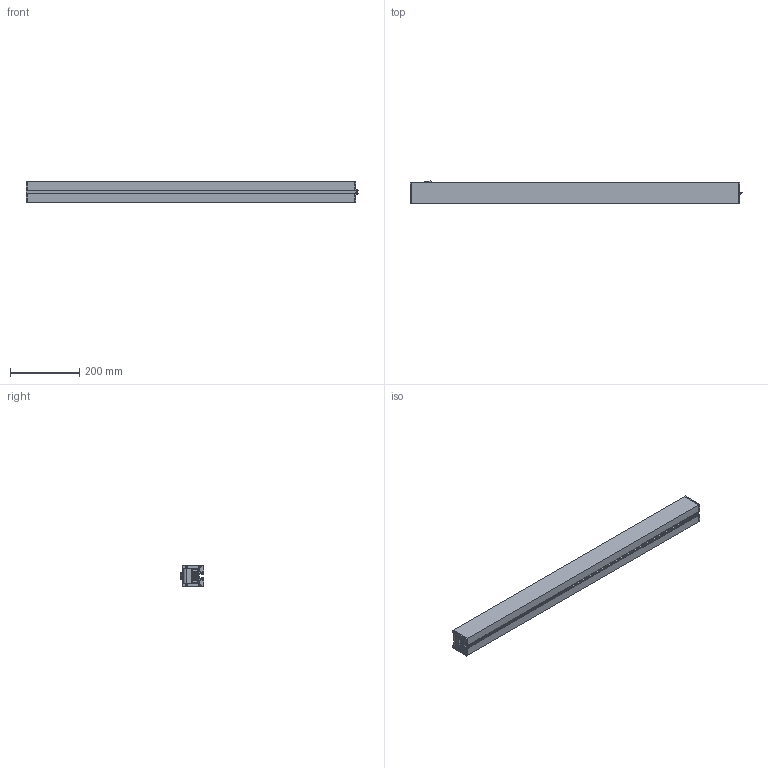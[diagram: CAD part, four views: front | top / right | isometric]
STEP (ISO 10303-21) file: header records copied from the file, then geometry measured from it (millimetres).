
FILE_DESCRIPTION(/* description */ ('STEP AP214'),/* implementation_level */ '2;1');
FILE_NAME(/* name */ '6SL1040DI.953',/* time_stamp */ '2022-12-09T10:35:27+01:00',/* author */ ('License CC BY-ND 4.0'),/* organization */ ('CADENAS'),/* preprocessor_version */ 'ST-DEVELOPER v18.102',/* originating_system */ 'PARTsolutions',/* authorisation */ ' ');
FILE_SCHEMA (('AUTOMOTIVE_DESIGN {1 0 10303 214 3 1 1}'));
Length unit declared in the file: millimetre
Products named in the file (1): 6SL1040DI.953
Bounding box: 959.21 x 66.85 x 60 mm (x, y, z)
Volume: 3137280.4 mm3; surface area: 295698.6 mm2
Topology: 1 solids, 1 shells, 491 faces, 1352 edges, 890 vertices
Faces by surface type: plane 262, cylinder 203, torus 23, sphere 3
Full cylindrical faces by diameter (mm): 2.5 x3, 2.7 x3, 5.6 x8
Entity records: 18946 total; most frequent: CARTESIAN_POINT 2748, DIRECTION 2704, ORIENTED_EDGE 2626, EDGE_CURVE 1313, AXIS2_PLACEMENT_3D 914, VERTEX_POINT 884, LINE 876, VECTOR 876
